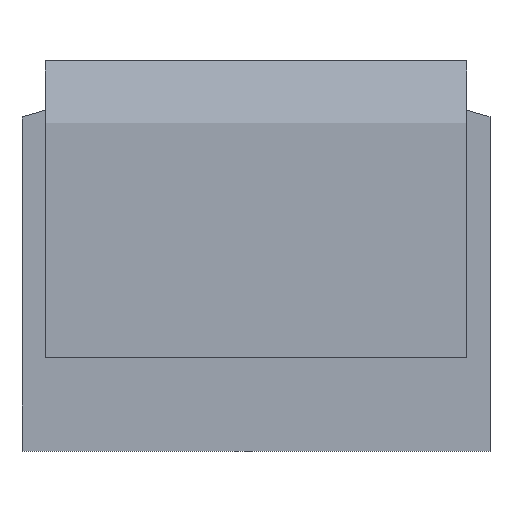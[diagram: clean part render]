
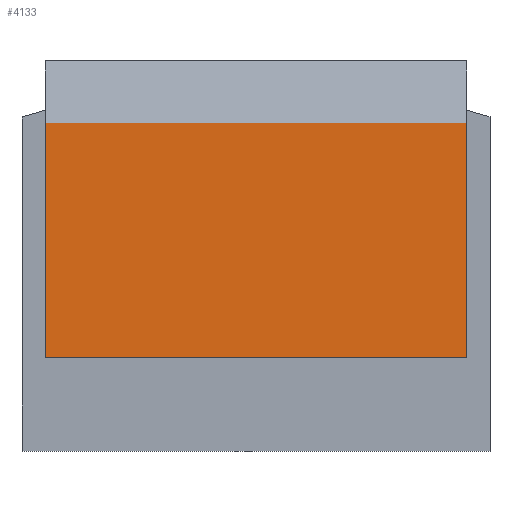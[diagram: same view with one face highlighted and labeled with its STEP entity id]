
A CAD part, front view. The second image highlights one B-rep face of the part: STEP entity #4133.
In plain terms, the highlighted planar face has unit normal (0, -1, 0).
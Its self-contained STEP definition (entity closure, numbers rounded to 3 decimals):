
#416 = VERTEX_POINT('',#417);
#417 = CARTESIAN_POINT('',(4.,12.4,9.));
#431 = PLANE('',#432);
#432 = AXIS2_PLACEMENT_3D('',#433,#434,#435);
#433 = CARTESIAN_POINT('',(3.5,12.4,2.));
#434 = DIRECTION('',(0.,1.,0.));
#435 = DIRECTION('',(0.,0.,1.));
#459 = PLANE('',#460);
#460 = AXIS2_PLACEMENT_3D('',#461,#462,#463);
#461 = CARTESIAN_POINT('',(13.,12.4,9.));
#462 = DIRECTION('',(0.,0.,1.));
#463 = DIRECTION('',(0.,1.,0.));
#1425 = VERTEX_POINT('',#1426);
#1426 = CARTESIAN_POINT('',(13.,12.4,9.));
#2655 = EDGE_CURVE('',#416,#1425,#2656,.T.);
#2656 = SURFACE_CURVE('',#2657,(#2661,#2668),.PCURVE_S1.);
#2657 = LINE('',#2658,#2659);
#2658 = CARTESIAN_POINT('',(3.5,12.4,9.));
#2659 = VECTOR('',#2660,1.);
#2660 = DIRECTION('',(1.,0.,0.));
#2661 = PCURVE('',#459,#2662);
#2662 = DEFINITIONAL_REPRESENTATION('',(#2663),#2667);
#2663 = LINE('',#2664,#2665);
#2664 = CARTESIAN_POINT('',(0.,9.5));
#2665 = VECTOR('',#2666,1.);
#2666 = DIRECTION('',(0.,-1.));
#2667 = ( GEOMETRIC_REPRESENTATION_CONTEXT(2) 
PARAMETRIC_REPRESENTATION_CONTEXT() REPRESENTATION_CONTEXT('2D SPACE',''
  ) );
#2668 = PCURVE('',#2669,#2674);
#2669 = PLANE('',#2670);
#2670 = AXIS2_PLACEMENT_3D('',#2671,#2672,#2673);
#2671 = CARTESIAN_POINT('',(13.,12.4,4.));
#2672 = DIRECTION('',(0.,1.,0.));
#2673 = DIRECTION('',(0.,0.,1.));
#2674 = DEFINITIONAL_REPRESENTATION('',(#2675),#2679);
#2675 = LINE('',#2676,#2677);
#2676 = CARTESIAN_POINT('',(5.,-9.5));
#2677 = VECTOR('',#2678,1.);
#2678 = DIRECTION('',(0.,1.));
#2679 = ( GEOMETRIC_REPRESENTATION_CONTEXT(2) 
PARAMETRIC_REPRESENTATION_CONTEXT() REPRESENTATION_CONTEXT('2D SPACE',''
  ) );
#2779 = EDGE_CURVE('',#2780,#416,#2782,.T.);
#2780 = VERTEX_POINT('',#2781);
#2781 = CARTESIAN_POINT('',(4.,12.4,4.));
#2782 = SURFACE_CURVE('',#2783,(#2787,#2794),.PCURVE_S1.);
#2783 = LINE('',#2784,#2785);
#2784 = CARTESIAN_POINT('',(4.,12.4,4.));
#2785 = VECTOR('',#2786,1.);
#2786 = DIRECTION('',(0.,0.,1.));
#2787 = PCURVE('',#431,#2788);
#2788 = DEFINITIONAL_REPRESENTATION('',(#2789),#2793);
#2789 = LINE('',#2790,#2791);
#2790 = CARTESIAN_POINT('',(2.,0.5));
#2791 = VECTOR('',#2792,1.);
#2792 = DIRECTION('',(1.,0.));
#2793 = ( GEOMETRIC_REPRESENTATION_CONTEXT(2) 
PARAMETRIC_REPRESENTATION_CONTEXT() REPRESENTATION_CONTEXT('2D SPACE',''
  ) );
#2794 = PCURVE('',#2669,#2795);
#2795 = DEFINITIONAL_REPRESENTATION('',(#2796),#2800);
#2796 = LINE('',#2797,#2798);
#2797 = CARTESIAN_POINT('',(0.,-9.));
#2798 = VECTOR('',#2799,1.);
#2799 = DIRECTION('',(1.,0.));
#2800 = ( GEOMETRIC_REPRESENTATION_CONTEXT(2) 
PARAMETRIC_REPRESENTATION_CONTEXT() REPRESENTATION_CONTEXT('2D SPACE',''
  ) );
#2802 = EDGE_CURVE('',#2803,#2780,#2805,.T.);
#2803 = VERTEX_POINT('',#2804);
#2804 = CARTESIAN_POINT('',(13.,12.4,4.));
#2805 = SURFACE_CURVE('',#2806,(#2810,#2817),.PCURVE_S1.);
#2806 = LINE('',#2807,#2808);
#2807 = CARTESIAN_POINT('',(13.,12.4,4.));
#2808 = VECTOR('',#2809,1.);
#2809 = DIRECTION('',(-1.,0.,0.));
#2810 = PCURVE('',#431,#2811);
#2811 = DEFINITIONAL_REPRESENTATION('',(#2812),#2816);
#2812 = LINE('',#2813,#2814);
#2813 = CARTESIAN_POINT('',(2.,9.5));
#2814 = VECTOR('',#2815,1.);
#2815 = DIRECTION('',(0.,-1.));
#2816 = ( GEOMETRIC_REPRESENTATION_CONTEXT(2) 
PARAMETRIC_REPRESENTATION_CONTEXT() REPRESENTATION_CONTEXT('2D SPACE',''
  ) );
#2817 = PCURVE('',#2669,#2818);
#2818 = DEFINITIONAL_REPRESENTATION('',(#2819),#2823);
#2819 = LINE('',#2820,#2821);
#2820 = CARTESIAN_POINT('',(0.,0.));
#2821 = VECTOR('',#2822,1.);
#2822 = DIRECTION('',(0.,-1.));
#2823 = ( GEOMETRIC_REPRESENTATION_CONTEXT(2) 
PARAMETRIC_REPRESENTATION_CONTEXT() REPRESENTATION_CONTEXT('2D SPACE',''
  ) );
#2825 = EDGE_CURVE('',#2803,#1425,#2826,.T.);
#2826 = SURFACE_CURVE('',#2827,(#2831,#2838),.PCURVE_S1.);
#2827 = LINE('',#2828,#2829);
#2828 = CARTESIAN_POINT('',(13.,12.4,4.));
#2829 = VECTOR('',#2830,1.);
#2830 = DIRECTION('',(0.,0.,1.));
#2831 = PCURVE('',#431,#2832);
#2832 = DEFINITIONAL_REPRESENTATION('',(#2833),#2837);
#2833 = LINE('',#2834,#2835);
#2834 = CARTESIAN_POINT('',(2.,9.5));
#2835 = VECTOR('',#2836,1.);
#2836 = DIRECTION('',(1.,0.));
#2837 = ( GEOMETRIC_REPRESENTATION_CONTEXT(2) 
PARAMETRIC_REPRESENTATION_CONTEXT() REPRESENTATION_CONTEXT('2D SPACE',''
  ) );
#2838 = PCURVE('',#2669,#2839);
#2839 = DEFINITIONAL_REPRESENTATION('',(#2840),#2844);
#2840 = LINE('',#2841,#2842);
#2841 = CARTESIAN_POINT('',(0.,0.));
#2842 = VECTOR('',#2843,1.);
#2843 = DIRECTION('',(1.,0.));
#2844 = ( GEOMETRIC_REPRESENTATION_CONTEXT(2) 
PARAMETRIC_REPRESENTATION_CONTEXT() REPRESENTATION_CONTEXT('2D SPACE',''
  ) );
#4133 = ADVANCED_FACE('',(#4134),#2669,.F.);
#4134 = FACE_BOUND('',#4135,.F.);
#4135 = EDGE_LOOP('',(#4136,#4137,#4138,#4139));
#4136 = ORIENTED_EDGE('',*,*,#2825,.F.);
#4137 = ORIENTED_EDGE('',*,*,#2802,.T.);
#4138 = ORIENTED_EDGE('',*,*,#2779,.T.);
#4139 = ORIENTED_EDGE('',*,*,#2655,.T.);
